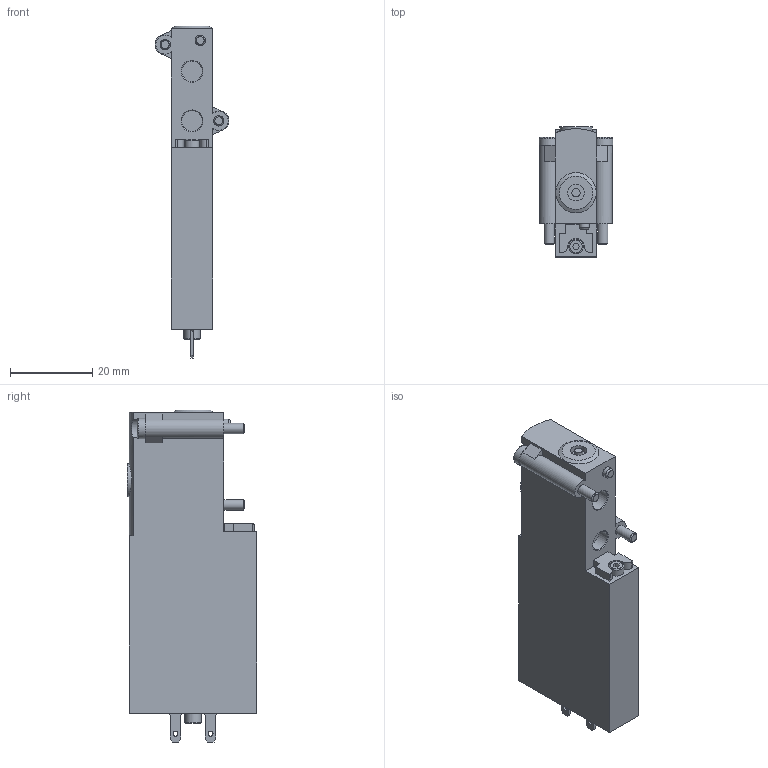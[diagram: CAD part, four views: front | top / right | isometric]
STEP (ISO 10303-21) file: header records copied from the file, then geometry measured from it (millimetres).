
FILE_DESCRIPTION(/* description */ ('STEP AP214'),/* implementation_level */ '2;1');
FILE_NAME(/* name */ '196123_MHP2-MS1H-3_2G-M5',/* time_stamp */ '2024-09-06T15:51:13+02:00',/* author */ ('License CC BY-ND 4.0'),/* organization */ ('CADENAS'),/* preprocessor_version */ 'ST-DEVELOPER v19.3',/* originating_system */ 'PARTsolutions',/* authorisation */ ' ');
FILE_SCHEMA (('AUTOMOTIVE_DESIGN {1 0 10303 214 3 1 1}'));
Length unit declared in the file: millimetre
Products named in the file (1): 196123 MHP2-MS1H-3/2G-M5
Bounding box: 17.9 x 31.5 x 80.5 mm (x, y, z)
Volume: 20894.9 mm3; surface area: 7020.6 mm2
Topology: 1 solids, 1 shells, 133 faces, 326 edges, 213 vertices
Faces by surface type: plane 99, cylinder 23, cone 8, torus 3
Full cylindrical faces by diameter (mm): 1.2 x2, 2 x1, 2.5 x3, 3.6 x1, 4 x2, 4.134 x1, 4.9 x2, 5 x2, 8 x1
Entity records: 3767 total; most frequent: CARTESIAN_POINT 662, DIRECTION 623, ORIENTED_EDGE 592, EDGE_CURVE 296, LINE 231, VECTOR 231, VERTEX_POINT 209, AXIS2_PLACEMENT_3D 196
